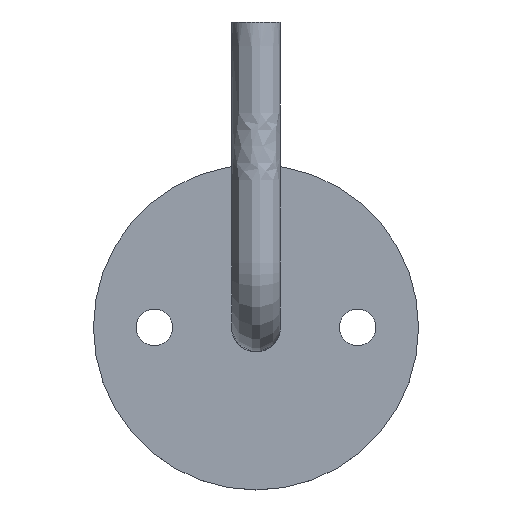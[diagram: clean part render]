
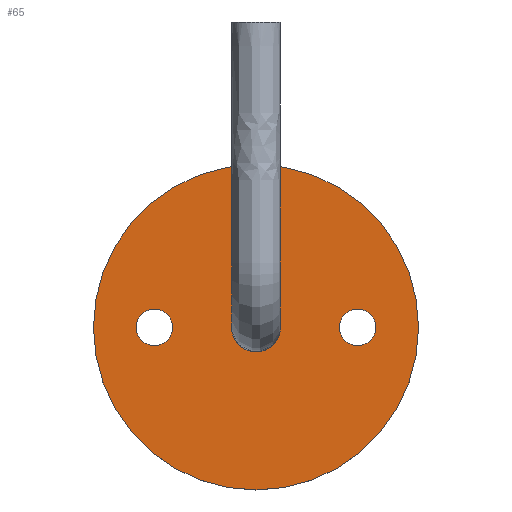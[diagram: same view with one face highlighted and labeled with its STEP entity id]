
A CAD part, top view. The second image highlights one B-rep face of the part: STEP entity #65.
In plain terms, the highlighted planar face has unit normal (0, 0, 1).
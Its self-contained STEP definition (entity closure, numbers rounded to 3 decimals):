
#53=FACE_BOUND('',#80,.T.);
#54=FACE_BOUND('',#81,.T.);
#55=FACE_BOUND('',#82,.T.);
#56=FACE_BOUND('',#83,.T.);
#65=ADVANCED_FACE('',(#53,#54,#55,#56),#68,.T.);
#68=PLANE('',#168);
#80=EDGE_LOOP('',(#96));
#81=EDGE_LOOP('',(#97));
#82=EDGE_LOOP('',(#98));
#83=EDGE_LOOP('',(#99));
#96=ORIENTED_EDGE('',*,*,#116,.T.);
#97=ORIENTED_EDGE('',*,*,#114,.F.);
#98=ORIENTED_EDGE('',*,*,#112,.F.);
#99=ORIENTED_EDGE('',*,*,#118,.T.);
#104=VERTEX_POINT('',#316);
#106=VERTEX_POINT('',#995);
#108=VERTEX_POINT('',#1000);
#110=VERTEX_POINT('',#1005);
#112=EDGE_CURVE('',#104,#104,#120,.T.);
#114=EDGE_CURVE('',#106,#106,#123,.T.);
#116=EDGE_CURVE('',#108,#108,#125,.T.);
#118=EDGE_CURVE('',#110,#110,#127,.T.);
#120=B_SPLINE_CURVE_WITH_KNOTS('',3,(#289,#290,#291,#292,#293,#294,#295,
#296,#297,#298,#299,#300,#301,#302,#303,#304,#305,#306,#307,#308,#309,#310,
#311,#312,#313,#314,#315),.UNSPECIFIED.,.T.,.F.,(1,3,1,1,1,1,1,1,1,1,1,
1,3,1,1,1,1,1,1,1,1,1,1,3,1),(-0.031,0.,0.031,
0.062,0.125,0.187,0.219,
0.25,0.281,0.312,0.375,
0.437,0.5,0.562,0.625,
0.687,0.719,0.75,0.781,
0.812,0.875,0.937,0.969,
1.,1.031),.UNSPECIFIED.);
#123=CIRCLE('',#160,4.5);
#125=CIRCLE('',#163,40.);
#127=CIRCLE('',#166,4.5);
#160=AXIS2_PLACEMENT_3D('',#994,#180,#181);
#163=AXIS2_PLACEMENT_3D('',#999,#186,#187);
#166=AXIS2_PLACEMENT_3D('',#1004,#192,#193);
#168=AXIS2_PLACEMENT_3D('',#1007,#196,#197);
#180=DIRECTION('',(0.,0.,1.));
#181=DIRECTION('',(1.,0.,0.));
#186=DIRECTION('',(0.,0.,1.));
#187=DIRECTION('',(1.,0.,0.));
#192=DIRECTION('',(0.,0.,-1.));
#193=DIRECTION('',(1.,0.,0.));
#196=DIRECTION('',(0.,0.,1.));
#197=DIRECTION('',(1.,0.,0.));
#289=CARTESIAN_POINT('',(-6.,0.,6.));
#290=CARTESIAN_POINT('',(-6.,-0.363,6.));
#291=CARTESIAN_POINT('',(-5.936,-1.089,6.));
#292=CARTESIAN_POINT('',(-5.514,-2.591,6.));
#293=CARTESIAN_POINT('',(-4.369,-4.369,6.));
#294=CARTESIAN_POINT('',(-2.591,-5.514,6.));
#295=CARTESIAN_POINT('',(-1.089,-5.936,6.));
#296=CARTESIAN_POINT('',(0.,-6.032,6.));
#297=CARTESIAN_POINT('',(1.089,-5.936,6.));
#298=CARTESIAN_POINT('',(2.591,-5.514,6.));
#299=CARTESIAN_POINT('',(4.369,-4.369,6.));
#300=CARTESIAN_POINT('',(5.743,-2.235,6.));
#301=CARTESIAN_POINT('',(6.,-0.707,6.));
#302=CARTESIAN_POINT('',(6.,0.,6.));
#303=CARTESIAN_POINT('',(6.,0.707,6.));
#304=CARTESIAN_POINT('',(5.743,2.235,6.));
#305=CARTESIAN_POINT('',(4.369,4.369,6.));
#306=CARTESIAN_POINT('',(2.591,5.514,6.));
#307=CARTESIAN_POINT('',(1.089,5.936,6.));
#308=CARTESIAN_POINT('',(0.,6.032,6.));
#309=CARTESIAN_POINT('',(-1.089,5.936,6.));
#310=CARTESIAN_POINT('',(-2.591,5.514,6.));
#311=CARTESIAN_POINT('',(-4.369,4.369,6.));
#312=CARTESIAN_POINT('',(-5.514,2.591,6.));
#313=CARTESIAN_POINT('',(-5.936,1.089,6.));
#314=CARTESIAN_POINT('',(-6.,0.363,6.));
#315=CARTESIAN_POINT('',(-6.,0.,6.));
#316=CARTESIAN_POINT('',(-6.,0.,6.));
#994=CARTESIAN_POINT('',(-25.,0.,6.));
#995=CARTESIAN_POINT('',(-20.5,0.,6.));
#999=CARTESIAN_POINT('',(0.,0.,6.));
#1000=CARTESIAN_POINT('',(40.,0.,6.));
#1004=CARTESIAN_POINT('',(25.,0.,6.));
#1005=CARTESIAN_POINT('',(29.5,0.,6.));
#1007=CARTESIAN_POINT('',(-12.5,0.,6.));
